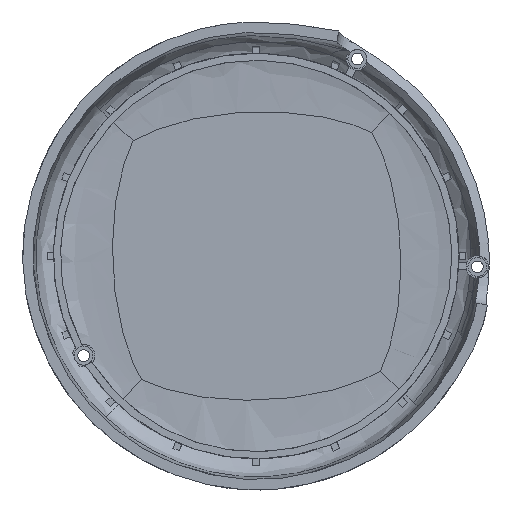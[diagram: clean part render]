
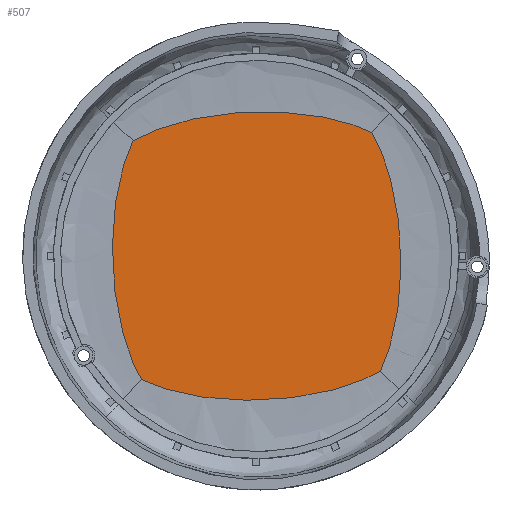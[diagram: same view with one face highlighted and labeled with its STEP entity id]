
A CAD part, front view. The second image highlights one B-rep face of the part: STEP entity #507.
In plain terms, the highlighted planar face has unit normal (0, -1, 0).
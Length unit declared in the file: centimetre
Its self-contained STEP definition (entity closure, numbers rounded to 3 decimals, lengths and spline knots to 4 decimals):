
#507=ADVANCED_FACE('',(#905),#5701,.T.);
#905=FACE_OUTER_BOUND('',#1305,.T.);
#1305=EDGE_LOOP('',(#1781,#1782,#1783,#1784));
#1781=ORIENTED_EDGE('',*,*,#3520,.T.);
#1782=ORIENTED_EDGE('',*,*,#3519,.F.);
#1783=ORIENTED_EDGE('',*,*,#3523,.T.);
#1784=ORIENTED_EDGE('',*,*,#3521,.T.);
#3519=EDGE_CURVE('',#5071,#5073,#4407,.T.);
#3520=EDGE_CURVE('',#5069,#5073,#4408,.T.);
#3521=EDGE_CURVE('',#5070,#5069,#4409,.T.);
#3523=EDGE_CURVE('',#5071,#5070,#4411,.T.);
#4407=B_SPLINE_CURVE_WITH_KNOTS('',3,(#14082,#14083,#14084,#14085,#14086,
#14087,#14088,#14089,#14090,#14091,#14092,#14093,#14094,#14095,#14096,#14097,
#14098,#14099,#14100),.UNSPECIFIED.,.F.,.F.,(4,1,1,1,1,1,1,1,1,1,1,1,1,
1,1,1,4),(-1.,-0.9688,-0.9375,-0.9063,-0.875,-0.8125,-0.75,-0.625,-0.5,
-0.375,-0.25,-0.1875,-0.125,-0.0938,-0.0625,-0.0313,0.),.UNSPECIFIED.);
#4408=B_SPLINE_CURVE_WITH_KNOTS('',3,(#14101,#14102,#14103,#14104,#14105,
#14106,#14107,#14108,#14109,#14110,#14111,#14112,#14113,#14114,#14115,#14116,
#14117,#14118,#14119),.UNSPECIFIED.,.F.,.F.,(4,1,1,1,1,1,1,1,1,1,1,1,1,
1,1,1,4),(0.,0.0313,0.0625,0.0938,0.125,0.1875,0.25,0.375,0.5,0.625,0.75,
0.8125,0.875,0.9063,0.9375,0.9688,1.),.UNSPECIFIED.);
#4409=B_SPLINE_CURVE_WITH_KNOTS('',3,(#14120,#14121,#14122,#14123,#14124,
#14125,#14126,#14127,#14128,#14129,#14130,#14131,#14132,#14133,#14134,#14135,
#14136,#14137,#14138),.UNSPECIFIED.,.F.,.F.,(4,1,1,1,1,1,1,1,1,1,1,1,1,
1,1,1,4),(-1.,-0.9688,-0.9375,-0.9063,-0.875,-0.8125,-0.75,-0.625,-0.5,
-0.375,-0.25,-0.1875,-0.125,-0.0938,-0.0625,-0.0313,0.),.UNSPECIFIED.);
#4411=B_SPLINE_CURVE_WITH_KNOTS('',3,(#14154,#14155,#14156,#14157,#14158,
#14159,#14160,#14161,#14162,#14163,#14164,#14165,#14166,#14167,#14168,#14169,
#14170,#14171,#14172),.UNSPECIFIED.,.F.,.F.,(4,1,1,1,1,1,1,1,1,1,1,1,1,
1,1,1,4),(-1.,-0.9688,-0.9375,-0.9063,-0.875,-0.8125,-0.75,-0.625,-0.5,
-0.375,-0.25,-0.1875,-0.125,-0.0938,-0.0625,-0.0313,0.),.UNSPECIFIED.);
#5069=VERTEX_POINT('',#13498);
#5070=VERTEX_POINT('',#13499);
#5071=VERTEX_POINT('',#13500);
#5073=VERTEX_POINT('',#13502);
#5701=PLANE('',#6057);
#6057=AXIS2_PLACEMENT_3D('',#9634,#6424,$);
#6424=DIRECTION('',(0.,-1.,0.));
#9634=CARTESIAN_POINT('',(-377.473,424.1787,18.859));
#13498=CARTESIAN_POINT('',(-377.473,424.1787,18.859));
#13499=CARTESIAN_POINT('',(-384.1976,424.1787,18.6242));
#13500=CARTESIAN_POINT('',(-384.4324,424.1787,25.3487));
#13502=CARTESIAN_POINT('',(-377.7079,424.1787,25.5835));
#14082=CARTESIAN_POINT('',(-384.4324,424.1787,25.3487));
#14083=CARTESIAN_POINT('',(-384.4159,424.1787,25.3584));
#14084=CARTESIAN_POINT('',(-384.3546,424.1787,25.3936));
#14085=CARTESIAN_POINT('',(-384.2302,424.1787,25.4596));
#14086=CARTESIAN_POINT('',(-384.0839,424.1787,25.5307));
#14087=CARTESIAN_POINT('',(-383.8637,424.1787,25.6283));
#14088=CARTESIAN_POINT('',(-383.5495,424.1787,25.7483));
#14089=CARTESIAN_POINT('',(-382.9777,424.1787,25.9233));
#14090=CARTESIAN_POINT('',(-382.1603,424.1787,26.0869));
#14091=CARTESIAN_POINT('',(-381.0951,424.1787,26.1816));
#14092=CARTESIAN_POINT('',(-380.0259,424.1787,26.1614));
#14093=CARTESIAN_POINT('',(-379.1991,424.1787,26.0553));
#14094=CARTESIAN_POINT('',(-378.6165,424.1787,25.9206));
#14095=CARTESIAN_POINT('',(-378.2947,424.1787,25.8228));
#14096=CARTESIAN_POINT('',(-378.0682,424.1787,25.7408));
#14097=CARTESIAN_POINT('',(-377.9173,424.1787,25.6801));
#14098=CARTESIAN_POINT('',(-377.7886,424.1787,25.6229));
#14099=CARTESIAN_POINT('',(-377.725,424.1787,25.5921));
#14100=CARTESIAN_POINT('',(-377.7079,424.1787,25.5835));
#14101=CARTESIAN_POINT('',(-377.473,424.1787,18.859));
#14102=CARTESIAN_POINT('',(-377.4645,424.1787,18.8761));
#14103=CARTESIAN_POINT('',(-377.4337,424.1787,18.9398));
#14104=CARTESIAN_POINT('',(-377.3765,424.1787,19.0684));
#14105=CARTESIAN_POINT('',(-377.3158,424.1787,19.2194));
#14106=CARTESIAN_POINT('',(-377.2337,424.1787,19.4458));
#14107=CARTESIAN_POINT('',(-377.136,424.1787,19.7677));
#14108=CARTESIAN_POINT('',(-377.0013,424.1787,20.3502));
#14109=CARTESIAN_POINT('',(-376.8951,424.1787,21.1771));
#14110=CARTESIAN_POINT('',(-376.875,424.1787,22.2463));
#14111=CARTESIAN_POINT('',(-376.9697,424.1787,23.3114));
#14112=CARTESIAN_POINT('',(-377.1332,424.1787,24.1289));
#14113=CARTESIAN_POINT('',(-377.3082,424.1787,24.7006));
#14114=CARTESIAN_POINT('',(-377.4282,424.1787,25.0148));
#14115=CARTESIAN_POINT('',(-377.5259,424.1787,25.235));
#14116=CARTESIAN_POINT('',(-377.597,424.1787,25.3814));
#14117=CARTESIAN_POINT('',(-377.6629,424.1787,25.5057));
#14118=CARTESIAN_POINT('',(-377.6982,424.1787,25.5671));
#14119=CARTESIAN_POINT('',(-377.7079,424.1787,25.5835));
#14120=CARTESIAN_POINT('',(-384.1976,424.1787,18.6242));
#14121=CARTESIAN_POINT('',(-384.1804,424.1787,18.6157));
#14122=CARTESIAN_POINT('',(-384.1168,424.1787,18.5848));
#14123=CARTESIAN_POINT('',(-383.9882,424.1787,18.5276));
#14124=CARTESIAN_POINT('',(-383.8372,424.1787,18.4669));
#14125=CARTESIAN_POINT('',(-383.6108,424.1787,18.3849));
#14126=CARTESIAN_POINT('',(-383.2889,424.1787,18.2871));
#14127=CARTESIAN_POINT('',(-382.7063,424.1787,18.1524));
#14128=CARTESIAN_POINT('',(-381.8795,424.1787,18.0463));
#14129=CARTESIAN_POINT('',(-380.8103,424.1787,18.0261));
#14130=CARTESIAN_POINT('',(-379.7452,424.1787,18.1208));
#14131=CARTESIAN_POINT('',(-378.9277,424.1787,18.2844));
#14132=CARTESIAN_POINT('',(-378.356,424.1787,18.4594));
#14133=CARTESIAN_POINT('',(-378.0417,424.1787,18.5794));
#14134=CARTESIAN_POINT('',(-377.8215,424.1787,18.677));
#14135=CARTESIAN_POINT('',(-377.6752,424.1787,18.7481));
#14136=CARTESIAN_POINT('',(-377.5508,424.1787,18.8141));
#14137=CARTESIAN_POINT('',(-377.4895,424.1787,18.8493));
#14138=CARTESIAN_POINT('',(-377.473,424.1787,18.859));
#14154=CARTESIAN_POINT('',(-384.4324,424.1787,25.3487));
#14155=CARTESIAN_POINT('',(-384.4409,424.1787,25.3316));
#14156=CARTESIAN_POINT('',(-384.4718,424.1787,25.268));
#14157=CARTESIAN_POINT('',(-384.5289,424.1787,25.1393));
#14158=CARTESIAN_POINT('',(-384.5896,424.1787,24.9884));
#14159=CARTESIAN_POINT('',(-384.6717,424.1787,24.7619));
#14160=CARTESIAN_POINT('',(-384.7694,424.1787,24.4401));
#14161=CARTESIAN_POINT('',(-384.9042,424.1787,23.8575));
#14162=CARTESIAN_POINT('',(-385.0103,424.1787,23.0306));
#14163=CARTESIAN_POINT('',(-385.0304,424.1787,21.9615));
#14164=CARTESIAN_POINT('',(-384.9358,424.1787,20.8963));
#14165=CARTESIAN_POINT('',(-384.7722,424.1787,20.0789));
#14166=CARTESIAN_POINT('',(-384.5972,424.1787,19.5071));
#14167=CARTESIAN_POINT('',(-384.4772,424.1787,19.1929));
#14168=CARTESIAN_POINT('',(-384.3796,424.1787,18.9727));
#14169=CARTESIAN_POINT('',(-384.3085,424.1787,18.8263));
#14170=CARTESIAN_POINT('',(-384.2425,424.1787,18.702));
#14171=CARTESIAN_POINT('',(-384.2073,424.1787,18.6407));
#14172=CARTESIAN_POINT('',(-384.1976,424.1787,18.6242));
